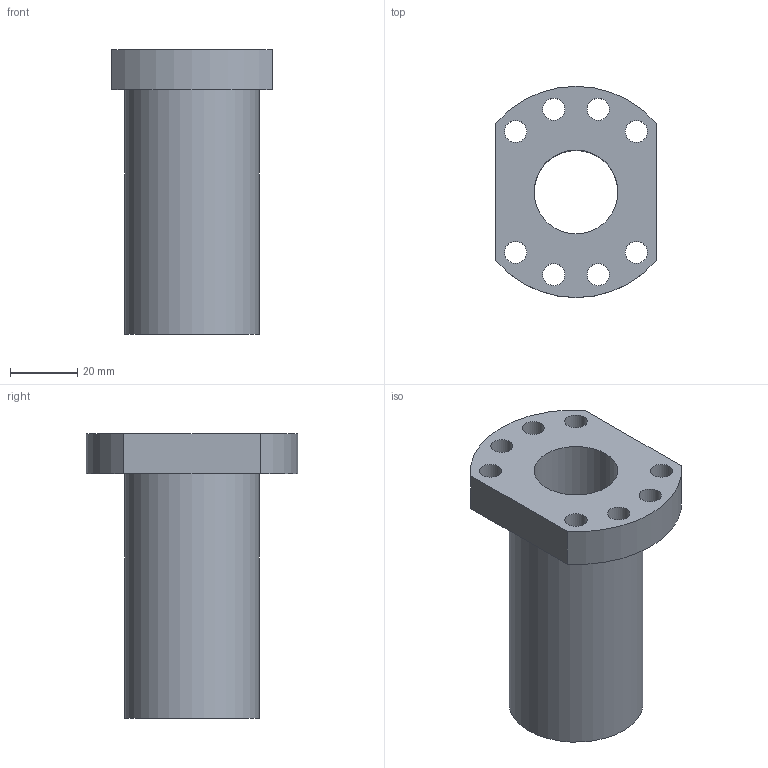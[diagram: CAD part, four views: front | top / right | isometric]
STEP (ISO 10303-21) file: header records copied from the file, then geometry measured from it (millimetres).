
FILE_DESCRIPTION(/* description */ (''),/* implementation_level */ '2;1');
FILE_NAME(/* name */ 'SFU2510_nut.stp',/* time_stamp */ '2020-04-16T14:56:32+08:00',/* author */ ('Administrator'),/* organization */ (''),/* preprocessor_version */ 'ST-DEVELOPER v16.13',/* originating_system */ 'Autodesk Inventor 2018',/* authorisation */ '');
FILE_SCHEMA (('AUTOMOTIVE_DESIGN { 1 0 10303 214 3 1 1 }'));
Length unit declared in the file: millimetre
Products named in the file (1): SFU2510_nut
Bounding box: 48 x 63 x 85 mm (x, y, z)
Volume: 79106.4 mm3; surface area: 23996.5 mm2
Topology: 1 solids, 1 shells, 17 faces, 42 edges, 28 vertices
Faces by surface type: cylinder 12, plane 5
Full cylindrical faces by diameter (mm): 6.6 x8, 25 x1, 40 x1
Entity records: 545 total; most frequent: DIRECTION 92, CARTESIAN_POINT 78, ORIENTED_EDGE 64, EDGE_LOOP 46, AXIS2_PLACEMENT_3D 42, EDGE_CURVE 32, FACE_BOUND 29, VERTEX_POINT 28
